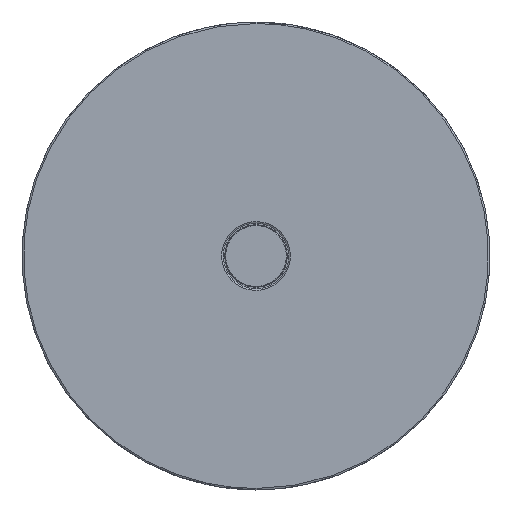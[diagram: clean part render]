
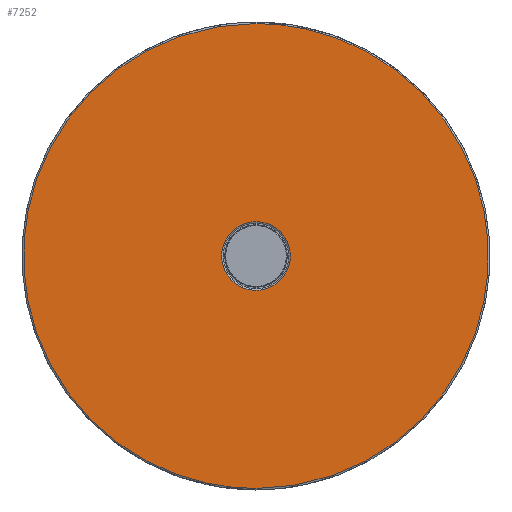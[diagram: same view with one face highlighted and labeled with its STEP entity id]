
A CAD part, front view. The second image highlights one B-rep face of the part: STEP entity #7252.
In plain terms, the highlighted free-form (B-spline) face has degree [1, 1] with [2, 2] control points.
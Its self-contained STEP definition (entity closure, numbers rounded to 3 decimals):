
#6933 = VERTEX_POINT('',#6934);
#6934 = CARTESIAN_POINT('',(0.,0.,-30.54));
#6939 = EDGE_CURVE('',#6933,#6940,#6942,.T.);
#6940 = VERTEX_POINT('',#6941);
#6941 = CARTESIAN_POINT('',(0.,0.,30.54));
#6942 = ( BOUNDED_CURVE() B_SPLINE_CURVE(2,(#6943,#6944,#6945,#6946,
#6947),.UNSPECIFIED.,.F.,.F.) B_SPLINE_CURVE_WITH_KNOTS((3,2,3),(
    3.142,4.712,6.283),
.PIECEWISE_BEZIER_KNOTS.) CURVE() GEOMETRIC_REPRESENTATION_ITEM() 
RATIONAL_B_SPLINE_CURVE((1.,0.707,1.,0.707,1.)) 
REPRESENTATION_ITEM('') );
#6943 = CARTESIAN_POINT('',(0.,0.,-30.54));
#6944 = CARTESIAN_POINT('',(-30.54,0.,-30.54));
#6945 = CARTESIAN_POINT('',(-30.54,0.,0.));
#6946 = CARTESIAN_POINT('',(-30.54,0.,30.54));
#6947 = CARTESIAN_POINT('',(0.,0.,30.54));
#7026 = EDGE_CURVE('',#7027,#7029,#7031,.T.);
#7027 = VERTEX_POINT('',#7028);
#7028 = CARTESIAN_POINT('',(0.,0.,-206.84));
#7029 = VERTEX_POINT('',#7030);
#7030 = CARTESIAN_POINT('',(0.,0.,206.84));
#7031 = ( BOUNDED_CURVE() B_SPLINE_CURVE(2,(#7032,#7033,#7034,#7035,
#7036),.UNSPECIFIED.,.F.,.F.) B_SPLINE_CURVE_WITH_KNOTS((3,2,3),(
    3.142,4.712,6.283),
.PIECEWISE_BEZIER_KNOTS.) CURVE() GEOMETRIC_REPRESENTATION_ITEM() 
RATIONAL_B_SPLINE_CURVE((1.,0.707,1.,0.707,1.)) 
REPRESENTATION_ITEM('') );
#7032 = CARTESIAN_POINT('',(0.,0.,-206.84));
#7033 = CARTESIAN_POINT('',(206.84,0.,-206.84));
#7034 = CARTESIAN_POINT('',(206.84,0.,0.));
#7035 = CARTESIAN_POINT('',(206.84,0.,206.84));
#7036 = CARTESIAN_POINT('',(0.,0.,206.84));
#7252 = ADVANCED_FACE('',(#7253,#7264),#7275,.F.);
#7253 = FACE_BOUND('',#7254,.T.);
#7254 = EDGE_LOOP('',(#7255,#7263));
#7255 = ORIENTED_EDGE('',*,*,#7256,.T.);
#7256 = EDGE_CURVE('',#7029,#7027,#7257,.T.);
#7257 = ( BOUNDED_CURVE() B_SPLINE_CURVE(2,(#7258,#7259,#7260,#7261,
#7262),.UNSPECIFIED.,.F.,.F.) B_SPLINE_CURVE_WITH_KNOTS((3,2,3),(0.,
1.571,3.142),.PIECEWISE_BEZIER_KNOTS.) CURVE() 
GEOMETRIC_REPRESENTATION_ITEM() RATIONAL_B_SPLINE_CURVE((1.,
0.707,1.,0.707,1.)) REPRESENTATION_ITEM('') );
#7258 = CARTESIAN_POINT('',(0.,0.,206.84));
#7259 = CARTESIAN_POINT('',(-206.84,0.,206.84));
#7260 = CARTESIAN_POINT('',(-206.84,0.,0.));
#7261 = CARTESIAN_POINT('',(-206.84,0.,-206.84));
#7262 = CARTESIAN_POINT('',(0.,0.,-206.84));
#7263 = ORIENTED_EDGE('',*,*,#7026,.T.);
#7264 = FACE_BOUND('',#7265,.T.);
#7265 = EDGE_LOOP('',(#7266,#7267));
#7266 = ORIENTED_EDGE('',*,*,#6939,.T.);
#7267 = ORIENTED_EDGE('',*,*,#7268,.T.);
#7268 = EDGE_CURVE('',#6940,#6933,#7269,.T.);
#7269 = ( BOUNDED_CURVE() B_SPLINE_CURVE(2,(#7270,#7271,#7272,#7273,
#7274),.UNSPECIFIED.,.F.,.F.) B_SPLINE_CURVE_WITH_KNOTS((3,2,3),(0.,
1.571,3.142),.PIECEWISE_BEZIER_KNOTS.) CURVE() 
GEOMETRIC_REPRESENTATION_ITEM() RATIONAL_B_SPLINE_CURVE((1.,
0.707,1.,0.707,1.)) REPRESENTATION_ITEM('') );
#7270 = CARTESIAN_POINT('',(0.,0.,30.54));
#7271 = CARTESIAN_POINT('',(30.54,0.,30.54));
#7272 = CARTESIAN_POINT('',(30.54,0.,0.));
#7273 = CARTESIAN_POINT('',(30.54,0.,-30.54));
#7274 = CARTESIAN_POINT('',(0.,0.,-30.54));
#7275 = B_SPLINE_SURFACE_WITH_KNOTS('',1,1,(
    (#7276,#7277)
    ,(#7278,#7279
    )),.UNSPECIFIED.,.F.,.F.,.F.,(2,2),(2,2),(-149.,149.),(-149.,149.),
  .PIECEWISE_BEZIER_KNOTS.);
#7276 = CARTESIAN_POINT('',(-206.84,0.,-206.84));
#7277 = CARTESIAN_POINT('',(206.84,0.,-206.84));
#7278 = CARTESIAN_POINT('',(-206.84,0.,206.84));
#7279 = CARTESIAN_POINT('',(206.84,0.,206.84));
